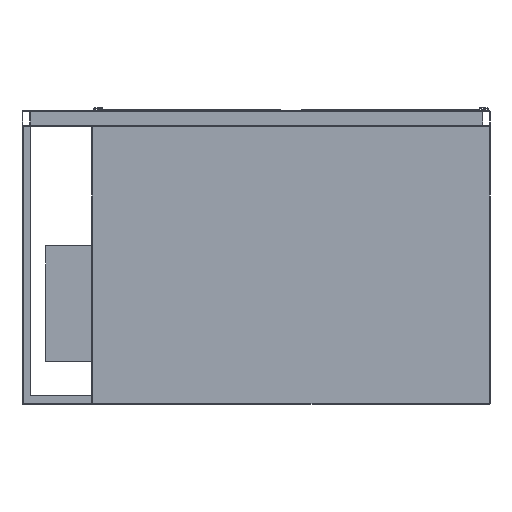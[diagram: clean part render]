
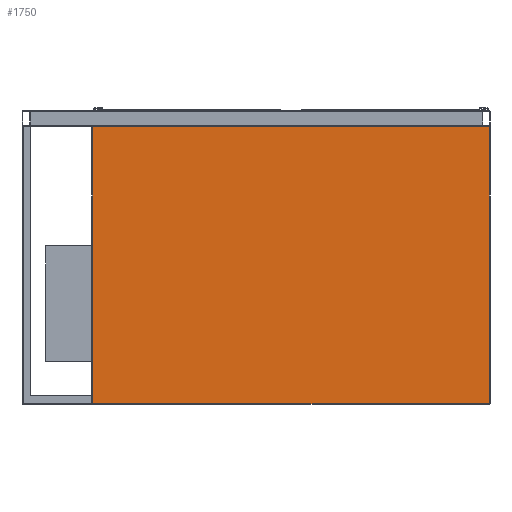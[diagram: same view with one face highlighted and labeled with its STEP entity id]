
A CAD part, front view. The second image highlights one B-rep face of the part: STEP entity #1750.
In plain terms, the highlighted planar face has unit normal (0, -1, 0).
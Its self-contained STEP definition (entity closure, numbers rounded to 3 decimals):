
#30 = ORIENTED_EDGE ( 'NONE', *, *, #19052, .T. ) ;
#521 = CARTESIAN_POINT ( 'NONE',  ( -513., -280., -42. ) ) ;
#1673 = FACE_OUTER_BOUND ( 'NONE', #17552, .T. ) ;
#1750 = ADVANCED_FACE ( 'Fl�che8', ( #1673 ), #10987, .T. ) ;
#2025 = ORIENTED_EDGE ( 'NONE', *, *, #9249, .T. ) ;
#3750 = VECTOR ( 'NONE', #7703, 1000. ) ;
#4471 = VECTOR ( 'NONE', #15541, 1000. ) ;
#4716 = CARTESIAN_POINT ( 'NONE',  ( -515., -280., -760. ) ) ;
#5056 = LINE ( 'NONE', #9464, #4471 ) ;
#6003 = VERTEX_POINT ( 'NONE', #10198 ) ;
#6647 = VERTEX_POINT ( 'NONE', #6730 ) ;
#6730 = CARTESIAN_POINT ( 'NONE',  ( 513., -280., -758. ) ) ;
#7249 = EDGE_CURVE ( 'NONE', #15478, #17240, #14907, .T. ) ;
#7703 = DIRECTION ( 'NONE',  ( 1., 0., 0. ) ) ;
#7800 = VECTOR ( 'NONE', #16473, 1000. ) ;
#7939 = EDGE_CURVE ( 'NONE', #6647, #6003, #13389, .T. ) ;
#9249 = EDGE_CURVE ( 'NONE', #17240, #6647, #15438, .T. ) ;
#9412 = ORIENTED_EDGE ( 'NONE', *, *, #7249, .T. ) ;
#9464 = CARTESIAN_POINT ( 'NONE',  ( -515., -280., -42. ) ) ;
#9958 = CARTESIAN_POINT ( 'NONE',  ( 513., -280., -760. ) ) ;
#10198 = CARTESIAN_POINT ( 'NONE',  ( 513., -280., -42. ) ) ;
#10796 = DIRECTION ( 'NONE',  ( 0., -1., 0. ) ) ;
#10987 = PLANE ( 'NONE',  #17949 ) ;
#11671 = CARTESIAN_POINT ( 'NONE',  ( -513., -280., -760. ) ) ;
#12302 = CARTESIAN_POINT ( 'NONE',  ( -515., -280., -758. ) ) ;
#13389 = LINE ( 'NONE', #9958, #17828 ) ;
#13658 = CARTESIAN_POINT ( 'NONE',  ( -513., -280., -758. ) ) ;
#14907 = LINE ( 'NONE', #11671, #7800 ) ;
#15438 = LINE ( 'NONE', #12302, #3750 ) ;
#15478 = VERTEX_POINT ( 'NONE', #521 ) ;
#15541 = DIRECTION ( 'NONE',  ( -1., 0., 0. ) ) ;
#16473 = DIRECTION ( 'NONE',  ( 0., 0., -1. ) ) ;
#16674 = DIRECTION ( 'NONE',  ( 0., 0., -1. ) ) ;
#17240 = VERTEX_POINT ( 'NONE', #13658 ) ;
#17552 = EDGE_LOOP ( 'NONE', ( #30, #9412, #2025, #18788 ) ) ;
#17693 = DIRECTION ( 'NONE',  ( 0., 0., 1. ) ) ;
#17828 = VECTOR ( 'NONE', #17693, 1000. ) ;
#17949 = AXIS2_PLACEMENT_3D ( 'NONE', #4716, #10796, #16674 ) ;
#18788 = ORIENTED_EDGE ( 'NONE', *, *, #7939, .T. ) ;
#19052 = EDGE_CURVE ( 'NONE', #6003, #15478, #5056, .T. ) ;
